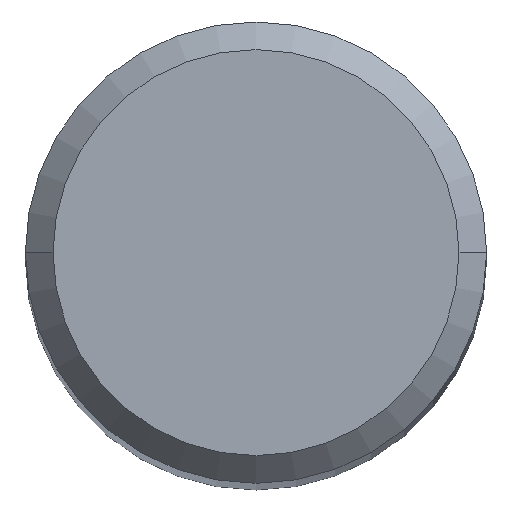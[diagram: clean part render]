
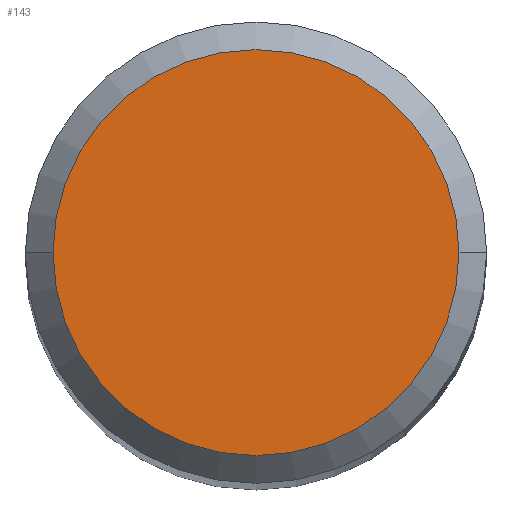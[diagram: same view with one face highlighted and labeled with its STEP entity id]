
A CAD part, top view. The second image highlights one B-rep face of the part: STEP entity #143.
In plain terms, the highlighted planar face has unit normal (0, 0, 1).
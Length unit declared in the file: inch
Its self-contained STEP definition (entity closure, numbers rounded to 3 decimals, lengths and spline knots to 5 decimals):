
#15 = CARTESIAN_POINT ( 'NONE',  ( 0., 0., 2.5 ) ) ;
#21 = CARTESIAN_POINT ( 'NONE',  ( 0., 0., 2.5 ) ) ;
#23 = EDGE_CURVE ( 'NONE', #206, #231, #61, .T. ) ;
#26 = CARTESIAN_POINT ( 'NONE',  ( 0., 0., 2.5 ) ) ;
#61 = CIRCLE ( 'NONE', #217, 0.11 ) ;
#72 = EDGE_CURVE ( 'NONE', #231, #206, #99, .T. ) ;
#79 = EDGE_LOOP ( 'NONE', ( #233, #129 ) ) ;
#91 = AXIS2_PLACEMENT_3D ( 'NONE', #21, #220, #195 ) ;
#94 = DIRECTION ( 'NONE',  ( 0., 0., 1. ) ) ;
#99 = CIRCLE ( 'NONE', #150, 0.11 ) ;
#101 = CARTESIAN_POINT ( 'NONE',  ( 0.11, 0., 2.5 ) ) ;
#129 = ORIENTED_EDGE ( 'NONE', *, *, #23, .T. ) ;
#143 = ADVANCED_FACE ( 'NONE', ( #144 ), #218, .T. ) ;
#144 = FACE_OUTER_BOUND ( 'NONE', #79, .T. ) ;
#147 = CARTESIAN_POINT ( 'NONE',  ( -0.11, 0., 2.5 ) ) ;
#150 = AXIS2_PLACEMENT_3D ( 'NONE', #26, #94, #180 ) ;
#174 = DIRECTION ( 'NONE',  ( 0., 0., 1. ) ) ;
#180 = DIRECTION ( 'NONE',  ( 1., 0., 0. ) ) ;
#195 = DIRECTION ( 'NONE',  ( 1., 0., 0. ) ) ;
#206 = VERTEX_POINT ( 'NONE', #101 ) ;
#217 = AXIS2_PLACEMENT_3D ( 'NONE', #15, #174, #253 ) ;
#218 = PLANE ( 'NONE',  #91 ) ;
#220 = DIRECTION ( 'NONE',  ( 0., 0., 1. ) ) ;
#231 = VERTEX_POINT ( 'NONE', #147 ) ;
#233 = ORIENTED_EDGE ( 'NONE', *, *, #72, .T. ) ;
#253 = DIRECTION ( 'NONE',  ( 1., 0., 0. ) ) ;
